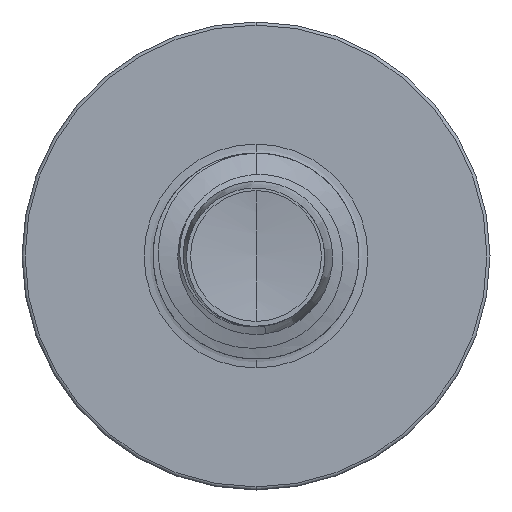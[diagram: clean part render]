
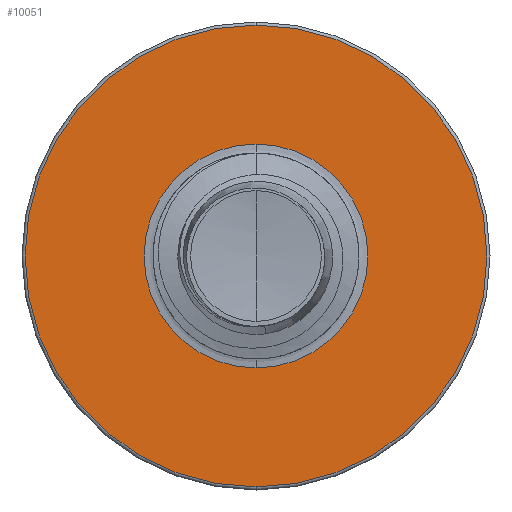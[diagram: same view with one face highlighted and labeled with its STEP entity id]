
A CAD part, front view. The second image highlights one B-rep face of the part: STEP entity #10051.
In plain terms, the highlighted planar face has unit normal (0, -1, 0).
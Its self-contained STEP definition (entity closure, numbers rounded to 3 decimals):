
#549 = PLANE ( 'NONE',  #2100 ) ;
#1238 = CARTESIAN_POINT ( 'NONE',  ( 0., 4.5, -1.196 ) ) ;
#1653 = EDGE_CURVE ( 'NONE', #8364, #3049, #15768, .T. ) ;
#2100 = AXIS2_PLACEMENT_3D ( 'NONE', #1238, #4525, #4490 ) ;
#2312 = CARTESIAN_POINT ( 'NONE',  ( 0., 4.5, 0. ) ) ;
#2534 = CIRCLE ( 'NONE', #16073, 2.467 ) ;
#2685 = CARTESIAN_POINT ( 'NONE',  ( 0., 4.5, -2.467 ) ) ;
#3049 = VERTEX_POINT ( 'NONE', #10192 ) ;
#4082 = DIRECTION ( 'NONE',  ( 0., 0., 1. ) ) ;
#4110 = DIRECTION ( 'NONE',  ( 0., 1., 0. ) ) ;
#4115 = CARTESIAN_POINT ( 'NONE',  ( 0., 4.5, 0. ) ) ;
#4271 = DIRECTION ( 'NONE',  ( 0., 0., 1. ) ) ;
#4490 = DIRECTION ( 'NONE',  ( 0., 0., 1. ) ) ;
#4525 = DIRECTION ( 'NONE',  ( 0., 1., 0. ) ) ;
#4893 = FACE_BOUND ( 'NONE', #11986, .T. ) ;
#5051 = DIRECTION ( 'NONE',  ( 0., 0., 1. ) ) ;
#5084 = DIRECTION ( 'NONE',  ( 0., 1., 0. ) ) ;
#5118 = CARTESIAN_POINT ( 'NONE',  ( 0., 4.5, 0. ) ) ;
#5829 = ORIENTED_EDGE ( 'NONE', *, *, #14521, .T. ) ;
#6299 = EDGE_CURVE ( 'NONE', #15978, #10763, #12112, .T. ) ;
#6833 = DIRECTION ( 'NONE',  ( 0., 1., 0. ) ) ;
#8282 = DIRECTION ( 'NONE',  ( 0., 0., 1. ) ) ;
#8299 = DIRECTION ( 'NONE',  ( 0., 1., 0. ) ) ;
#8326 = CARTESIAN_POINT ( 'NONE',  ( 0., 4.5, 0. ) ) ;
#8364 = VERTEX_POINT ( 'NONE', #2685 ) ;
#8990 = EDGE_LOOP ( 'NONE', ( #14936, #13237 ) ) ;
#9212 = FACE_OUTER_BOUND ( 'NONE', #8990, .T. ) ;
#9975 = ORIENTED_EDGE ( 'NONE', *, *, #6299, .T. ) ;
#10051 = ADVANCED_FACE ( 'NONE', ( #9212, #4893 ), #549, .F. ) ;
#10192 = CARTESIAN_POINT ( 'NONE',  ( 0., 4.5, 2.467 ) ) ;
#10475 = CARTESIAN_POINT ( 'NONE',  ( 0., 4.5, 1.196 ) ) ;
#10763 = VERTEX_POINT ( 'NONE', #14432 ) ;
#11986 = EDGE_LOOP ( 'NONE', ( #9975, #5829 ) ) ;
#12112 = CIRCLE ( 'NONE', #15126, 1.196 ) ;
#13237 = ORIENTED_EDGE ( 'NONE', *, *, #1653, .F. ) ;
#13494 = EDGE_CURVE ( 'NONE', #3049, #8364, #2534, .T. ) ;
#14432 = CARTESIAN_POINT ( 'NONE',  ( 0., 4.5, -1.196 ) ) ;
#14521 = EDGE_CURVE ( 'NONE', #10763, #15978, #16081, .T. ) ;
#14936 = ORIENTED_EDGE ( 'NONE', *, *, #13494, .F. ) ;
#14997 = AXIS2_PLACEMENT_3D ( 'NONE', #8326, #8299, #8282 ) ;
#15126 = AXIS2_PLACEMENT_3D ( 'NONE', #2312, #6833, #4271 ) ;
#15768 = CIRCLE ( 'NONE', #15927, 2.467 ) ;
#15927 = AXIS2_PLACEMENT_3D ( 'NONE', #4115, #4110, #4082 ) ;
#15978 = VERTEX_POINT ( 'NONE', #10475 ) ;
#16073 = AXIS2_PLACEMENT_3D ( 'NONE', #5118, #5084, #5051 ) ;
#16081 = CIRCLE ( 'NONE', #14997, 1.196 ) ;
